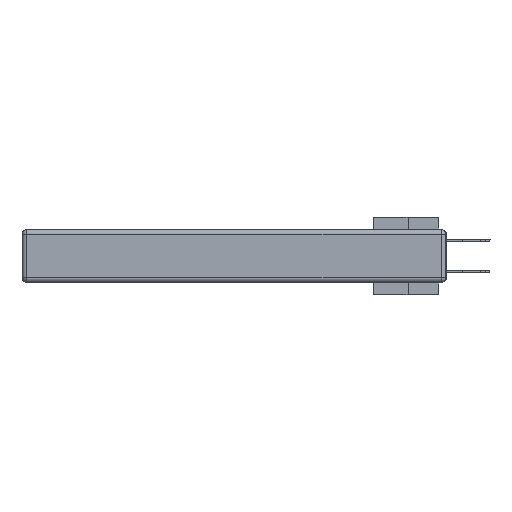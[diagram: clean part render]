
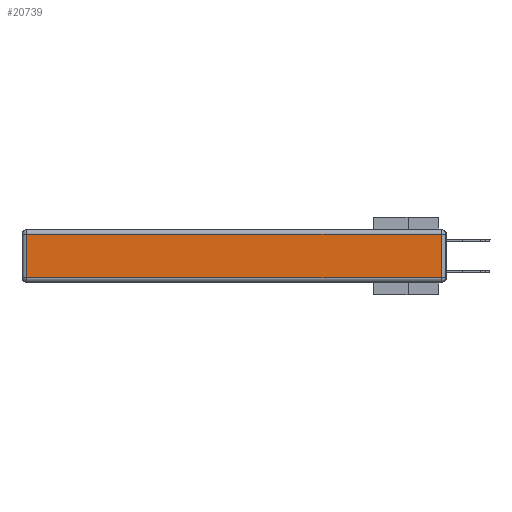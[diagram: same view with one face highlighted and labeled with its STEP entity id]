
A CAD part, left-side view. The second image highlights one B-rep face of the part: STEP entity #20739.
In plain terms, the highlighted planar face has unit normal (-1, 0, 0).
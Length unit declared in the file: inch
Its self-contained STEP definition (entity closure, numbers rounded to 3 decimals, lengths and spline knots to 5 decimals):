
#159 = LINE ( 'NONE', #26395, #23368 ) ;
#203 = VECTOR ( 'NONE', #10015, 39.37008 ) ;
#4706 = CARTESIAN_POINT ( 'NONE',  ( 0., 0.03, -0.313 ) ) ;
#6652 = DIRECTION ( 'NONE',  ( 0., 0., 1. ) ) ;
#6656 = EDGE_LOOP ( 'NONE', ( #23413, #34458, #8136, #12444 ) ) ;
#7551 = EDGE_CURVE ( 'NONE', #22510, #29844, #29724, .T. ) ;
#7902 = DIRECTION ( 'NONE',  ( -1., 0., 0. ) ) ;
#8136 = ORIENTED_EDGE ( 'NONE', *, *, #29309, .T. ) ;
#10015 = DIRECTION ( 'NONE',  ( 0., 1., 0. ) ) ;
#11222 = VERTEX_POINT ( 'NONE', #19588 ) ;
#11734 = CARTESIAN_POINT ( 'NONE',  ( 0., 2.72, -0.03 ) ) ;
#12025 = LINE ( 'NONE', #12531, #30363 ) ;
#12444 = ORIENTED_EDGE ( 'NONE', *, *, #7551, .T. ) ;
#12531 = CARTESIAN_POINT ( 'NONE',  ( 0., 0.03, -0.343 ) ) ;
#14553 = FACE_OUTER_BOUND ( 'NONE', #6656, .T. ) ;
#16376 = DIRECTION ( 'NONE',  ( 0., 0., 1. ) ) ;
#17937 = CARTESIAN_POINT ( 'NONE',  ( 0., 2.72, -0.313 ) ) ;
#19133 = EDGE_CURVE ( 'NONE', #29844, #20572, #159, .T. ) ;
#19293 = CARTESIAN_POINT ( 'NONE',  ( 0., 0., -0.343 ) ) ;
#19588 = CARTESIAN_POINT ( 'NONE',  ( 0., 0.03, -0.03 ) ) ;
#20572 = VERTEX_POINT ( 'NONE', #4706 ) ;
#20739 = ADVANCED_FACE ( 'NONE', ( #14553 ), #21970, .T. ) ;
#21970 = PLANE ( 'NONE',  #26976 ) ;
#22510 = VERTEX_POINT ( 'NONE', #11734 ) ;
#23368 = VECTOR ( 'NONE', #26521, 39.37008 ) ;
#23413 = ORIENTED_EDGE ( 'NONE', *, *, #19133, .T. ) ;
#24008 = CARTESIAN_POINT ( 'NONE',  ( 0., 2.72, -0.343 ) ) ;
#26395 = CARTESIAN_POINT ( 'NONE',  ( 0., 0., -0.313 ) ) ;
#26484 = DIRECTION ( 'NONE',  ( 0., 0., -1. ) ) ;
#26497 = CARTESIAN_POINT ( 'NONE',  ( 0., 2.75, -0.03 ) ) ;
#26521 = DIRECTION ( 'NONE',  ( 0., -1., 0. ) ) ;
#26976 = AXIS2_PLACEMENT_3D ( 'NONE', #19293, #7902, #16376 ) ;
#29309 = EDGE_CURVE ( 'NONE', #11222, #22510, #29948, .T. ) ;
#29724 = LINE ( 'NONE', #24008, #32802 ) ;
#29792 = EDGE_CURVE ( 'NONE', #20572, #11222, #12025, .T. ) ;
#29844 = VERTEX_POINT ( 'NONE', #17937 ) ;
#29948 = LINE ( 'NONE', #26497, #203 ) ;
#30363 = VECTOR ( 'NONE', #6652, 39.37008 ) ;
#32802 = VECTOR ( 'NONE', #26484, 39.37008 ) ;
#34458 = ORIENTED_EDGE ( 'NONE', *, *, #29792, .T. ) ;
